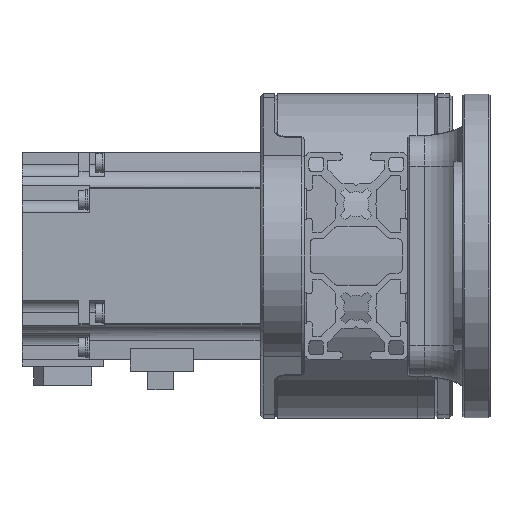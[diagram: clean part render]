
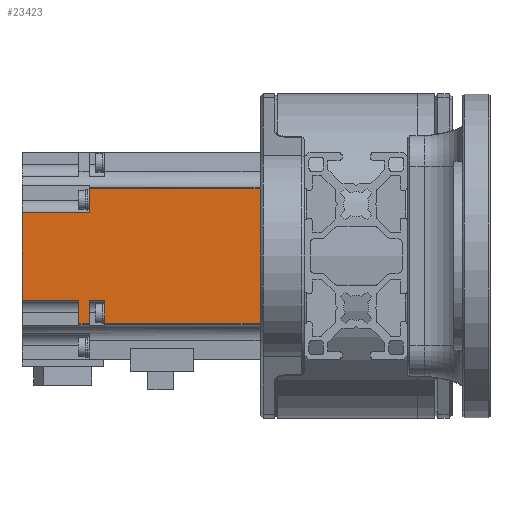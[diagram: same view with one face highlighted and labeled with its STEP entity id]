
A CAD part, left-side view. The second image highlights one B-rep face of the part: STEP entity #23423.
In plain terms, the highlighted planar face has unit normal (-1, 0, 0).
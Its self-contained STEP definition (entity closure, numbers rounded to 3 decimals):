
#1223=PLANE('',#26205);
#2785=FACE_OUTER_BOUND('',#4183,.T.);
#4183=EDGE_LOOP('',(#19948,#19949,#19950,#19951,#19952,#19953,#19954,#19955,
#19956,#19957,#19958,#19959,#19960,#19961));
#6108=LINE('',#40260,#7955);
#6115=LINE('',#40286,#7962);
#6116=LINE('',#40290,#7963);
#6117=LINE('',#40292,#7964);
#6118=LINE('',#40294,#7965);
#6119=LINE('',#40296,#7966);
#6120=LINE('',#40298,#7967);
#6121=LINE('',#40300,#7968);
#6122=LINE('',#40302,#7969);
#6123=LINE('',#40304,#7970);
#6124=LINE('',#40306,#7971);
#6125=LINE('',#40308,#7972);
#6126=LINE('',#40310,#7973);
#6127=LINE('',#40311,#7974);
#7955=VECTOR('',#31897,10.);
#7962=VECTOR('',#31920,10.);
#7963=VECTOR('',#31925,10.);
#7964=VECTOR('',#31926,10.);
#7965=VECTOR('',#31927,10.);
#7966=VECTOR('',#31928,10.);
#7967=VECTOR('',#31929,10.);
#7968=VECTOR('',#31930,10.);
#7969=VECTOR('',#31931,10.);
#7970=VECTOR('',#31932,10.);
#7971=VECTOR('',#31933,10.);
#7972=VECTOR('',#31934,10.);
#7973=VECTOR('',#31935,10.);
#7974=VECTOR('',#31936,10.);
#11249=VERTEX_POINT('',#40257);
#11250=VERTEX_POINT('',#40259);
#11261=VERTEX_POINT('',#40285);
#11262=VERTEX_POINT('',#40289);
#11263=VERTEX_POINT('',#40291);
#11264=VERTEX_POINT('',#40293);
#11265=VERTEX_POINT('',#40295);
#11266=VERTEX_POINT('',#40297);
#11267=VERTEX_POINT('',#40299);
#11268=VERTEX_POINT('',#40301);
#11269=VERTEX_POINT('',#40303);
#11270=VERTEX_POINT('',#40305);
#11271=VERTEX_POINT('',#40307);
#11272=VERTEX_POINT('',#40309);
#14231=EDGE_CURVE('',#11250,#11249,#6108,.T.);
#14244=EDGE_CURVE('',#11250,#11261,#6115,.T.);
#14246=EDGE_CURVE('',#11249,#11262,#6116,.T.);
#14247=EDGE_CURVE('',#11262,#11263,#6117,.T.);
#14248=EDGE_CURVE('',#11263,#11264,#6118,.T.);
#14249=EDGE_CURVE('',#11265,#11264,#6119,.T.);
#14250=EDGE_CURVE('',#11265,#11266,#6120,.T.);
#14251=EDGE_CURVE('',#11267,#11266,#6121,.T.);
#14252=EDGE_CURVE('',#11267,#11268,#6122,.T.);
#14253=EDGE_CURVE('',#11269,#11268,#6123,.T.);
#14254=EDGE_CURVE('',#11270,#11269,#6124,.T.);
#14255=EDGE_CURVE('',#11271,#11270,#6125,.T.);
#14256=EDGE_CURVE('',#11271,#11272,#6126,.T.);
#14257=EDGE_CURVE('',#11261,#11272,#6127,.T.);
#19948=ORIENTED_EDGE('',*,*,#14231,.T.);
#19949=ORIENTED_EDGE('',*,*,#14246,.T.);
#19950=ORIENTED_EDGE('',*,*,#14247,.T.);
#19951=ORIENTED_EDGE('',*,*,#14248,.T.);
#19952=ORIENTED_EDGE('',*,*,#14249,.F.);
#19953=ORIENTED_EDGE('',*,*,#14250,.T.);
#19954=ORIENTED_EDGE('',*,*,#14251,.F.);
#19955=ORIENTED_EDGE('',*,*,#14252,.T.);
#19956=ORIENTED_EDGE('',*,*,#14253,.F.);
#19957=ORIENTED_EDGE('',*,*,#14254,.F.);
#19958=ORIENTED_EDGE('',*,*,#14255,.F.);
#19959=ORIENTED_EDGE('',*,*,#14256,.T.);
#19960=ORIENTED_EDGE('',*,*,#14257,.F.);
#19961=ORIENTED_EDGE('',*,*,#14244,.F.);
#23423=ADVANCED_FACE('',(#2785),#1223,.F.);
#26205=AXIS2_PLACEMENT_3D('',#40288,#31923,#31924);
#31897=DIRECTION('',(0.,1.,0.));
#31920=DIRECTION('',(0.,0.,-1.));
#31923=DIRECTION('center_axis',(1.,0.,0.));
#31924=DIRECTION('ref_axis',(0.,0.,-1.));
#31925=DIRECTION('',(0.,0.,-1.));
#31926=DIRECTION('',(0.,-1.,0.));
#31927=DIRECTION('',(0.,0.,-1.));
#31928=DIRECTION('',(0.,1.,0.));
#31929=DIRECTION('',(0.,0.,1.));
#31930=DIRECTION('',(0.,1.,0.));
#31931=DIRECTION('',(0.,0.,1.));
#31932=DIRECTION('',(0.,-1.,0.));
#31933=DIRECTION('',(0.,0.,-1.));
#31934=DIRECTION('',(0.,1.,0.));
#31935=DIRECTION('',(0.,-1.,0.));
#31936=DIRECTION('',(0.,1.,0.));
#40257=CARTESIAN_POINT('',(-30.,19.559,-7.));
#40259=CARTESIAN_POINT('',(-30.,-19.559,-7.));
#40260=CARTESIAN_POINT('',(-30.,0.,-7.));
#40285=CARTESIAN_POINT('',(-30.,-19.559,-52.6));
#40286=CARTESIAN_POINT('',(-30.,-19.559,-7.));
#40288=CARTESIAN_POINT('Origin',(-30.,0.,-76.6));
#40289=CARTESIAN_POINT('',(-30.,19.559,-57.1));
#40290=CARTESIAN_POINT('',(-30.,19.559,-7.));
#40291=CARTESIAN_POINT('',(-30.,12.5,-57.1));
#40292=CARTESIAN_POINT('',(-30.,19.559,-57.1));
#40293=CARTESIAN_POINT('',(-30.,12.5,-76.6));
#40294=CARTESIAN_POINT('',(-30.,12.5,-57.1));
#40295=CARTESIAN_POINT('',(-30.,-12.8,-76.6));
#40296=CARTESIAN_POINT('',(-30.,-12.8,-76.6));
#40297=CARTESIAN_POINT('',(-30.,-12.8,-60.1));
#40298=CARTESIAN_POINT('',(-30.,-12.8,-76.6));
#40299=CARTESIAN_POINT('',(-30.,-19.559,-60.1));
#40300=CARTESIAN_POINT('',(-30.,-19.559,-60.1));
#40301=CARTESIAN_POINT('',(-30.,-19.559,-57.1));
#40302=CARTESIAN_POINT('',(-30.,-19.559,-60.1));
#40303=CARTESIAN_POINT('',(-30.,-12.8,-57.1));
#40304=CARTESIAN_POINT('',(-30.,-12.8,-57.1));
#40305=CARTESIAN_POINT('',(-30.,-12.8,-52.6));
#40306=CARTESIAN_POINT('',(-30.,-12.8,-52.6));
#40307=CARTESIAN_POINT('',(-30.,-16.21,-52.6));
#40308=CARTESIAN_POINT('',(-30.,-16.21,-52.6));
#40309=CARTESIAN_POINT('',(-30.,-17.115,-52.6));
#40310=CARTESIAN_POINT('',(-30.,-16.21,-52.6));
#40311=CARTESIAN_POINT('',(-30.,-19.559,-52.6));
